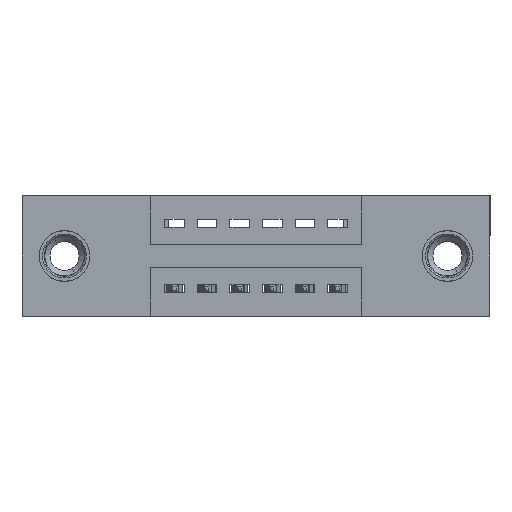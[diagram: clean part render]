
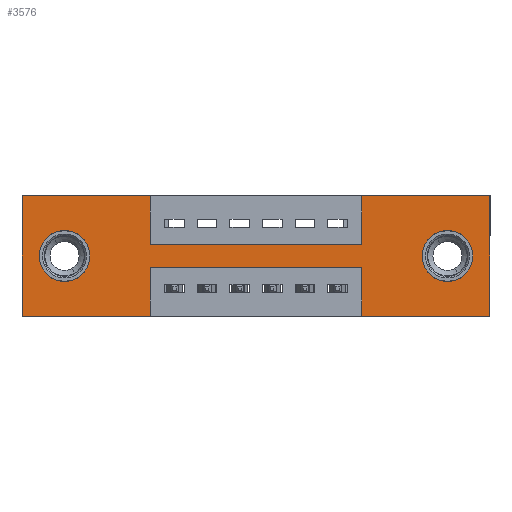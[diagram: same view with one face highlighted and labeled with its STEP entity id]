
A CAD part, front view. The second image highlights one B-rep face of the part: STEP entity #3576.
In plain terms, the highlighted planar face has unit normal (0, -1, 0).
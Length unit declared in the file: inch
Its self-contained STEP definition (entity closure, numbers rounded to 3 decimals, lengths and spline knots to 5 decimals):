
#71 = EDGE_CURVE ( 'NONE', #8904, #2589, #10347, .T. ) ;
#72 = EDGE_CURVE ( 'NONE', #2589, #10646, #4033, .T. ) ;
#106 = ORIENTED_EDGE ( 'NONE', *, *, #72, .F. ) ;
#336 = EDGE_CURVE ( 'NONE', #9524, #2194, #12227, .T. ) ;
#445 = LINE ( 'NONE', #5132, #2683 ) ;
#503 = FACE_BOUND ( 'NONE', #9415, .T. ) ;
#576 = VECTOR ( 'NONE', #4044, 39.37008 ) ;
#594 = ORIENTED_EDGE ( 'NONE', *, *, #1127, .F. ) ;
#877 = ORIENTED_EDGE ( 'NONE', *, *, #10424, .F. ) ;
#1127 = EDGE_CURVE ( 'NONE', #8985, #9952, #3666, .T. ) ;
#1189 = FACE_BOUND ( 'NONE', #3493, .T. ) ;
#1324 = CARTESIAN_POINT ( 'NONE',  ( 0., 0., 0. ) ) ;
#1341 = AXIS2_PLACEMENT_3D ( 'NONE', #9199, #6924, #7006 ) ;
#1570 = AXIS2_PLACEMENT_3D ( 'NONE', #6157, #9399, #7421 ) ;
#1961 = CARTESIAN_POINT ( 'NONE',  ( 1.0425, 0., -0.37 ) ) ;
#2135 = LINE ( 'NONE', #6429, #3844 ) ;
#2194 = VERTEX_POINT ( 'NONE', #9039 ) ;
#2410 = EDGE_CURVE ( 'NONE', #3946, #9316, #2965, .T. ) ;
#2433 = CARTESIAN_POINT ( 'NONE',  ( 1.435, 0., 0. ) ) ;
#2560 = EDGE_CURVE ( 'NONE', #7095, #13548, #8139, .T. ) ;
#2589 = VERTEX_POINT ( 'NONE', #6413 ) ;
#2608 = VECTOR ( 'NONE', #11974, 39.37008 ) ;
#2683 = VECTOR ( 'NONE', #11476, 39.37008 ) ;
#2965 = CIRCLE ( 'NONE', #1570, 0.078 ) ;
#3025 = LINE ( 'NONE', #4435, #11548 ) ;
#3235 = DIRECTION ( 'NONE',  ( -1., 0., 0. ) ) ;
#3422 = CARTESIAN_POINT ( 'NONE',  ( 0.3925, 0., -0.22 ) ) ;
#3493 = EDGE_LOOP ( 'NONE', ( #10491, #12099 ) ) ;
#3511 = VECTOR ( 'NONE', #12111, 39.37008 ) ;
#3576 = ADVANCED_FACE ( 'NONE', ( #503, #1189, #11449 ), #7182, .T. ) ;
#3606 = EDGE_LOOP ( 'NONE', ( #9921, #14090, #12417, #877, #594, #8867, #8250, #13086, #106, #9508, #10569, #12674 ) ) ;
#3607 = VECTOR ( 'NONE', #4581, 39.37008 ) ;
#3666 = LINE ( 'NONE', #2433, #11729 ) ;
#3844 = VECTOR ( 'NONE', #6468, 39.37008 ) ;
#3946 = VERTEX_POINT ( 'NONE', #9257 ) ;
#4033 = LINE ( 'NONE', #9584, #11743 ) ;
#4044 = DIRECTION ( 'NONE',  ( 1., 0., 0. ) ) ;
#4144 = VERTEX_POINT ( 'NONE', #11826 ) ;
#4188 = EDGE_CURVE ( 'NONE', #4144, #5827, #9043, .T. ) ;
#4267 = CARTESIAN_POINT ( 'NONE',  ( 1.0425, 0., -0.22 ) ) ;
#4335 = CIRCLE ( 'NONE', #9897, 0.078 ) ;
#4368 = CARTESIAN_POINT ( 'NONE',  ( 0.13, 0., -0.185 ) ) ;
#4392 = VECTOR ( 'NONE', #10222, 39.37008 ) ;
#4435 = CARTESIAN_POINT ( 'NONE',  ( 0., 0., -0.37 ) ) ;
#4458 = CARTESIAN_POINT ( 'NONE',  ( 1.0425, 0., 0. ) ) ;
#4581 = DIRECTION ( 'NONE',  ( 0., 0., 1. ) ) ;
#4621 = DIRECTION ( 'NONE',  ( 0., 0., -1. ) ) ;
#5132 = CARTESIAN_POINT ( 'NONE',  ( 0., 0., -0.37 ) ) ;
#5637 = DIRECTION ( 'NONE',  ( 0., 0., -1. ) ) ;
#5683 = CARTESIAN_POINT ( 'NONE',  ( 1.0425, 0., -0.37 ) ) ;
#5803 = VERTEX_POINT ( 'NONE', #9008 ) ;
#5827 = VERTEX_POINT ( 'NONE', #12538 ) ;
#5854 = LINE ( 'NONE', #14011, #2608 ) ;
#5901 = LINE ( 'NONE', #10091, #4392 ) ;
#6157 = CARTESIAN_POINT ( 'NONE',  ( 1.305, 0., -0.185 ) ) ;
#6284 = EDGE_CURVE ( 'NONE', #9053, #5803, #445, .T. ) ;
#6303 = AXIS2_PLACEMENT_3D ( 'NONE', #4368, #9628, #7572 ) ;
#6413 = CARTESIAN_POINT ( 'NONE',  ( 0.3925, 0., 0. ) ) ;
#6429 = CARTESIAN_POINT ( 'NONE',  ( 0., 0., 0. ) ) ;
#6468 = DIRECTION ( 'NONE',  ( 0., 0., 1. ) ) ;
#6692 = EDGE_CURVE ( 'NONE', #10646, #9524, #5901, .T. ) ;
#6924 = DIRECTION ( 'NONE',  ( 0., 1., 0. ) ) ;
#7006 = DIRECTION ( 'NONE',  ( 0., 0., 1. ) ) ;
#7093 = DIRECTION ( 'NONE',  ( 0., -1., 0. ) ) ;
#7095 = VERTEX_POINT ( 'NONE', #4267 ) ;
#7106 = EDGE_CURVE ( 'NONE', #5803, #8904, #2135, .T. ) ;
#7182 = PLANE ( 'NONE',  #8578 ) ;
#7329 = EDGE_CURVE ( 'NONE', #5827, #4144, #10711, .T. ) ;
#7421 = DIRECTION ( 'NONE',  ( 0., 0., -1. ) ) ;
#7572 = DIRECTION ( 'NONE',  ( 0., 0., 1. ) ) ;
#7759 = CARTESIAN_POINT ( 'NONE',  ( 1.305, 0., -0.185 ) ) ;
#8139 = LINE ( 'NONE', #8511, #8971 ) ;
#8140 = CARTESIAN_POINT ( 'NONE',  ( 0.3925, 0., -0.15 ) ) ;
#8250 = ORIENTED_EDGE ( 'NONE', *, *, #336, .F. ) ;
#8283 = CARTESIAN_POINT ( 'NONE',  ( 0.3925, 0., -0.37 ) ) ;
#8316 = DIRECTION ( 'NONE',  ( -1., 0., 0. ) ) ;
#8341 = DIRECTION ( 'NONE',  ( 0., 0., -1. ) ) ;
#8511 = CARTESIAN_POINT ( 'NONE',  ( 0.3925, 0., -0.22 ) ) ;
#8578 = AXIS2_PLACEMENT_3D ( 'NONE', #10387, #7093, #8341 ) ;
#8709 = CARTESIAN_POINT ( 'NONE',  ( 1.305, 0., -0.263 ) ) ;
#8867 = ORIENTED_EDGE ( 'NONE', *, *, #13714, .F. ) ;
#8887 = DIRECTION ( 'NONE',  ( 0., 1., 0. ) ) ;
#8904 = VERTEX_POINT ( 'NONE', #1324 ) ;
#8952 = ORIENTED_EDGE ( 'NONE', *, *, #2410, .T. ) ;
#8971 = VECTOR ( 'NONE', #8316, 39.37008 ) ;
#8985 = VERTEX_POINT ( 'NONE', #12473 ) ;
#9008 = CARTESIAN_POINT ( 'NONE',  ( 0., 0., -0.37 ) ) ;
#9039 = CARTESIAN_POINT ( 'NONE',  ( 1.0425, 0., 0. ) ) ;
#9043 = CIRCLE ( 'NONE', #6303, 0.078 ) ;
#9053 = VERTEX_POINT ( 'NONE', #8283 ) ;
#9199 = CARTESIAN_POINT ( 'NONE',  ( 0.13, 0., -0.185 ) ) ;
#9257 = CARTESIAN_POINT ( 'NONE',  ( 1.305, 0., -0.107 ) ) ;
#9316 = VERTEX_POINT ( 'NONE', #8709 ) ;
#9376 = EDGE_CURVE ( 'NONE', #9316, #3946, #4335, .T. ) ;
#9399 = DIRECTION ( 'NONE',  ( 0., 1., 0. ) ) ;
#9415 = EDGE_LOOP ( 'NONE', ( #8952, #11509 ) ) ;
#9423 = LINE ( 'NONE', #5683, #3607 ) ;
#9508 = ORIENTED_EDGE ( 'NONE', *, *, #71, .F. ) ;
#9524 = VERTEX_POINT ( 'NONE', #10089 ) ;
#9584 = CARTESIAN_POINT ( 'NONE',  ( 0.3925, 0., 0. ) ) ;
#9628 = DIRECTION ( 'NONE',  ( 0., 1., 0. ) ) ;
#9897 = AXIS2_PLACEMENT_3D ( 'NONE', #7759, #8887, #5637 ) ;
#9921 = ORIENTED_EDGE ( 'NONE', *, *, #12198, .F. ) ;
#9952 = VERTEX_POINT ( 'NONE', #13087 ) ;
#10089 = CARTESIAN_POINT ( 'NONE',  ( 1.0425, 0., -0.15 ) ) ;
#10091 = CARTESIAN_POINT ( 'NONE',  ( 0.3925, 0., -0.15 ) ) ;
#10222 = DIRECTION ( 'NONE',  ( 1., 0., 0. ) ) ;
#10297 = CARTESIAN_POINT ( 'NONE',  ( 0., 0., 0. ) ) ;
#10347 = LINE ( 'NONE', #13811, #576 ) ;
#10387 = CARTESIAN_POINT ( 'NONE',  ( 0., 0., -0.37 ) ) ;
#10424 = EDGE_CURVE ( 'NONE', #9952, #11015, #3025, .T. ) ;
#10491 = ORIENTED_EDGE ( 'NONE', *, *, #4188, .T. ) ;
#10569 = ORIENTED_EDGE ( 'NONE', *, *, #7106, .F. ) ;
#10646 = VERTEX_POINT ( 'NONE', #8140 ) ;
#10711 = CIRCLE ( 'NONE', #1341, 0.078 ) ;
#11015 = VERTEX_POINT ( 'NONE', #1961 ) ;
#11449 = FACE_OUTER_BOUND ( 'NONE', #3606, .T. ) ;
#11476 = DIRECTION ( 'NONE',  ( -1., 0., 0. ) ) ;
#11509 = ORIENTED_EDGE ( 'NONE', *, *, #9376, .T. ) ;
#11548 = VECTOR ( 'NONE', #3235, 39.37008 ) ;
#11586 = DIRECTION ( 'NONE',  ( 1., 0., 0. ) ) ;
#11729 = VECTOR ( 'NONE', #4621, 39.37008 ) ;
#11743 = VECTOR ( 'NONE', #11795, 39.37008 ) ;
#11795 = DIRECTION ( 'NONE',  ( 0., 0., -1. ) ) ;
#11826 = CARTESIAN_POINT ( 'NONE',  ( 0.13, 0., -0.107 ) ) ;
#11974 = DIRECTION ( 'NONE',  ( 0., 0., -1. ) ) ;
#12099 = ORIENTED_EDGE ( 'NONE', *, *, #7329, .T. ) ;
#12111 = DIRECTION ( 'NONE',  ( 0., 0., 1. ) ) ;
#12198 = EDGE_CURVE ( 'NONE', #13548, #9053, #5854, .T. ) ;
#12227 = LINE ( 'NONE', #4458, #3511 ) ;
#12316 = VECTOR ( 'NONE', #11586, 39.37008 ) ;
#12417 = ORIENTED_EDGE ( 'NONE', *, *, #12943, .F. ) ;
#12473 = CARTESIAN_POINT ( 'NONE',  ( 1.435, 0., 0. ) ) ;
#12538 = CARTESIAN_POINT ( 'NONE',  ( 0.13, 0., -0.263 ) ) ;
#12655 = LINE ( 'NONE', #10297, #12316 ) ;
#12674 = ORIENTED_EDGE ( 'NONE', *, *, #6284, .F. ) ;
#12943 = EDGE_CURVE ( 'NONE', #11015, #7095, #9423, .T. ) ;
#13086 = ORIENTED_EDGE ( 'NONE', *, *, #6692, .F. ) ;
#13087 = CARTESIAN_POINT ( 'NONE',  ( 1.435, 0., -0.37 ) ) ;
#13548 = VERTEX_POINT ( 'NONE', #3422 ) ;
#13714 = EDGE_CURVE ( 'NONE', #2194, #8985, #12655, .T. ) ;
#13811 = CARTESIAN_POINT ( 'NONE',  ( 0., 0., 0. ) ) ;
#14011 = CARTESIAN_POINT ( 'NONE',  ( 0.3925, 0., -0.37 ) ) ;
#14090 = ORIENTED_EDGE ( 'NONE', *, *, #2560, .F. ) ;
